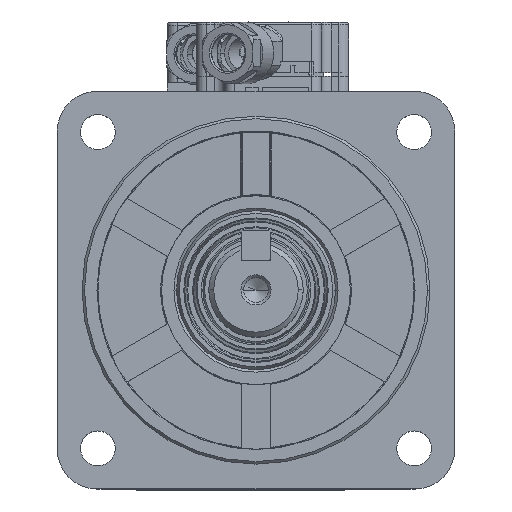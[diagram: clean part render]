
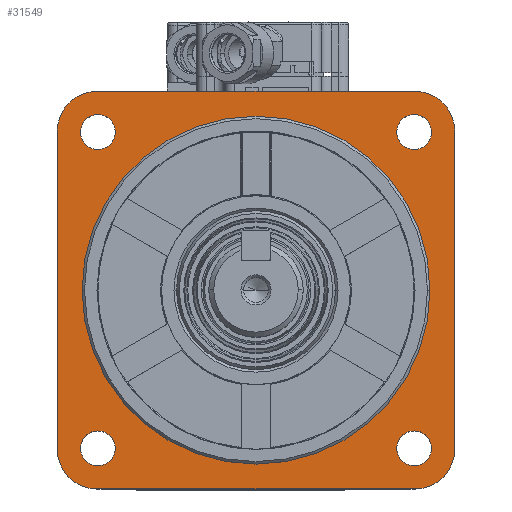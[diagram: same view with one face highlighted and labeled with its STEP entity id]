
A CAD part, top view. The second image highlights one B-rep face of the part: STEP entity #31549.
In plain terms, the highlighted planar face has unit normal (0, 0, 1).
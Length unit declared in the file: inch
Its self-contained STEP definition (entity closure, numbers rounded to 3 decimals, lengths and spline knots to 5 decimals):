
#29764=CARTESIAN_POINT('',(1.25984,1.25984,
0.15748));
#29765=DIRECTION('',(0.,0.,-1.));
#29766=DIRECTION('',(0.,1.,0.));
#29767=AXIS2_PLACEMENT_3D('',#29764,#29765,#29766);
#29769=CARTESIAN_POINT('',(1.25984,-1.25984,
0.15748));
#29770=DIRECTION('',(0.,0.,-1.));
#29771=DIRECTION('',(1.,0.,0.));
#29772=AXIS2_PLACEMENT_3D('',#29769,#29770,#29771);
#29774=CARTESIAN_POINT('',(-1.25984,-1.25984,
0.15748));
#29775=DIRECTION('',(0.,0.,-1.));
#29776=DIRECTION('',(0.,-1.,0.));
#29777=AXIS2_PLACEMENT_3D('',#29774,#29775,#29776);
#29779=CARTESIAN_POINT('',(-1.25984,1.25984,
0.15748));
#29780=DIRECTION('',(0.,0.,-1.));
#29781=DIRECTION('',(-1.,0.,0.));
#29782=AXIS2_PLACEMENT_3D('',#29779,#29780,#29781);
#29784=CARTESIAN_POINT('',(0.,0.,0.15748));
#29785=DIRECTION('',(0.,0.,1.));
#29786=DIRECTION('',(-1.,0.,0.));
#29787=AXIS2_PLACEMENT_3D('',#29784,#29785,#29786);
#29789=CARTESIAN_POINT('',(0.,0.,0.15748));
#29790=DIRECTION('',(0.,0.,1.));
#29791=DIRECTION('',(1.,0.,0.));
#29792=AXIS2_PLACEMENT_3D('',#29789,#29790,#29791);
#29794=CARTESIAN_POINT('',(-1.25275,-1.25275,
0.15748));
#29795=DIRECTION('',(0.,0.,1.));
#29796=DIRECTION('',(1.,0.,0.));
#29797=AXIS2_PLACEMENT_3D('',#29794,#29795,#29796);
#29799=CARTESIAN_POINT('',(-1.25275,-1.25275,
0.15748));
#29800=DIRECTION('',(0.,0.,1.));
#29801=DIRECTION('',(-1.,0.,0.));
#29802=AXIS2_PLACEMENT_3D('',#29799,#29800,#29801);
#29804=CARTESIAN_POINT('',(1.25275,-1.25275,
0.15748));
#29805=DIRECTION('',(0.,0.,1.));
#29806=DIRECTION('',(1.,0.,0.));
#29807=AXIS2_PLACEMENT_3D('',#29804,#29805,#29806);
#29809=CARTESIAN_POINT('',(1.25275,-1.25275,
0.15748));
#29810=DIRECTION('',(0.,0.,1.));
#29811=DIRECTION('',(-1.,0.,0.));
#29812=AXIS2_PLACEMENT_3D('',#29809,#29810,#29811);
#29814=CARTESIAN_POINT('',(1.25275,1.25275,
0.15748));
#29815=DIRECTION('',(0.,0.,1.));
#29816=DIRECTION('',(1.,0.,0.));
#29817=AXIS2_PLACEMENT_3D('',#29814,#29815,#29816);
#29819=CARTESIAN_POINT('',(1.25275,1.25275,
0.15748));
#29820=DIRECTION('',(0.,0.,1.));
#29821=DIRECTION('',(-1.,0.,0.));
#29822=AXIS2_PLACEMENT_3D('',#29819,#29820,#29821);
#29824=CARTESIAN_POINT('',(-1.25275,1.25275,
0.15748));
#29825=DIRECTION('',(0.,0.,1.));
#29826=DIRECTION('',(1.,0.,0.));
#29827=AXIS2_PLACEMENT_3D('',#29824,#29825,#29826);
#29829=CARTESIAN_POINT('',(-1.25275,1.25275,
0.15748));
#29830=DIRECTION('',(0.,0.,1.));
#29831=DIRECTION('',(-1.,0.,0.));
#29832=AXIS2_PLACEMENT_3D('',#29829,#29830,#29831);
#29866=DIRECTION('',(-1.,0.,0.));
#29867=VECTOR('',#29866,2.51969);
#29868=CARTESIAN_POINT('',(1.25984,1.5748,
0.15748));
#29869=LINE('',#29868,#29867);
#29946=DIRECTION('',(1.,0.,0.));
#29947=VECTOR('',#29946,2.51969);
#29948=CARTESIAN_POINT('',(-1.25984,-1.5748,
0.15748));
#29949=LINE('',#29948,#29947);
#29978=DIRECTION('',(0.,-1.,0.));
#29979=VECTOR('',#29978,2.51969);
#29980=CARTESIAN_POINT('',(-1.5748,1.25984,
0.15748));
#29981=LINE('',#29980,#29979);
#30118=DIRECTION('',(0.,1.,0.));
#30119=VECTOR('',#30118,2.51969);
#30120=CARTESIAN_POINT('',(1.5748,-1.25984,
0.15748));
#30121=LINE('',#30120,#30119);
#30974=CARTESIAN_POINT('',(-1.37795,0.,0.15748));
#30975=VERTEX_POINT('',#30974);
#30976=CARTESIAN_POINT('',(1.37795,0.,0.15748));
#30977=VERTEX_POINT('',#30976);
#30978=CARTESIAN_POINT('',(1.25984,1.5748,
0.15748));
#30979=CARTESIAN_POINT('',(1.5748,1.25984,
0.15748));
#30980=VERTEX_POINT('',#30978);
#30981=VERTEX_POINT('',#30979);
#30982=CARTESIAN_POINT('',(1.5748,-1.25984,
0.15748));
#30983=VERTEX_POINT('',#30982);
#30984=CARTESIAN_POINT('',(1.25984,-1.5748,
0.15748));
#30985=VERTEX_POINT('',#30984);
#30986=CARTESIAN_POINT('',(-1.25984,-1.5748,
0.15748));
#30987=VERTEX_POINT('',#30986);
#30988=CARTESIAN_POINT('',(-1.5748,-1.25984,
0.15748));
#30989=VERTEX_POINT('',#30988);
#30990=CARTESIAN_POINT('',(-1.5748,1.25984,
0.15748));
#30991=VERTEX_POINT('',#30990);
#30992=CARTESIAN_POINT('',(-1.25984,1.5748,
0.15748));
#30993=VERTEX_POINT('',#30992);
#30994=CARTESIAN_POINT('',(-1.11495,-1.25275,
0.15748));
#30995=CARTESIAN_POINT('',(-1.39054,-1.25275,
0.15748));
#30996=VERTEX_POINT('',#30994);
#30997=VERTEX_POINT('',#30995);
#30998=CARTESIAN_POINT('',(1.39054,-1.25275,
0.15748));
#30999=CARTESIAN_POINT('',(1.11495,-1.25275,
0.15748));
#31000=VERTEX_POINT('',#30998);
#31001=VERTEX_POINT('',#30999);
#31002=CARTESIAN_POINT('',(1.39054,1.25275,
0.15748));
#31003=CARTESIAN_POINT('',(1.11495,1.25275,
0.15748));
#31004=VERTEX_POINT('',#31002);
#31005=VERTEX_POINT('',#31003);
#31006=CARTESIAN_POINT('',(-1.11495,1.25275,
0.15748));
#31007=CARTESIAN_POINT('',(-1.39054,1.25275,
0.15748));
#31008=VERTEX_POINT('',#31006);
#31009=VERTEX_POINT('',#31007);
#31498=CARTESIAN_POINT('',(1.25984,1.25984,
0.15748));
#31499=DIRECTION('',(0.,0.,1.));
#31500=DIRECTION('',(1.,0.,0.));
#31501=AXIS2_PLACEMENT_3D('',#31498,#31499,#31500);
#31502=PLANE('',#31501);
#31504=ORIENTED_EDGE('',*,*,#31503,.T.);
#31506=ORIENTED_EDGE('',*,*,#31505,.F.);
#31508=ORIENTED_EDGE('',*,*,#31507,.T.);
#31510=ORIENTED_EDGE('',*,*,#31509,.F.);
#31512=ORIENTED_EDGE('',*,*,#31511,.T.);
#31514=ORIENTED_EDGE('',*,*,#31513,.F.);
#31516=ORIENTED_EDGE('',*,*,#31515,.T.);
#31518=ORIENTED_EDGE('',*,*,#31517,.F.);
#31519=EDGE_LOOP('',(#31504,#31506,#31508,#31510,#31512,#31514,#31516,#31518));
#31520=FACE_OUTER_BOUND('',#31519,.F.);
#31521=ORIENTED_EDGE('',*,*,#31491,.T.);
#31522=ORIENTED_EDGE('',*,*,#31478,.T.);
#31523=EDGE_LOOP('',(#31521,#31522));
#31524=FACE_BOUND('',#31523,.F.);
#31526=ORIENTED_EDGE('',*,*,#31525,.T.);
#31528=ORIENTED_EDGE('',*,*,#31527,.T.);
#31529=EDGE_LOOP('',(#31526,#31528));
#31530=FACE_BOUND('',#31529,.F.);
#31532=ORIENTED_EDGE('',*,*,#31531,.T.);
#31534=ORIENTED_EDGE('',*,*,#31533,.T.);
#31535=EDGE_LOOP('',(#31532,#31534));
#31536=FACE_BOUND('',#31535,.F.);
#31538=ORIENTED_EDGE('',*,*,#31537,.T.);
#31540=ORIENTED_EDGE('',*,*,#31539,.T.);
#31541=EDGE_LOOP('',(#31538,#31540));
#31542=FACE_BOUND('',#31541,.F.);
#31544=ORIENTED_EDGE('',*,*,#31543,.T.);
#31546=ORIENTED_EDGE('',*,*,#31545,.T.);
#31547=EDGE_LOOP('',(#31544,#31546));
#31548=FACE_BOUND('',#31547,.F.);
#31549=ADVANCED_FACE('',(#31520,#31524,#31530,#31536,#31542,#31548),#31502,.T.);
#29768=CIRCLE('',#29767,0.31496);
#29773=CIRCLE('',#29772,0.31496);
#29778=CIRCLE('',#29777,0.31496);
#29783=CIRCLE('',#29782,0.31496);
#29788=CIRCLE('',#29787,1.37795);
#29793=CIRCLE('',#29792,1.37795);
#29798=CIRCLE('',#29797,0.1378);
#29803=CIRCLE('',#29802,0.1378);
#29808=CIRCLE('',#29807,0.1378);
#29813=CIRCLE('',#29812,0.1378);
#29818=CIRCLE('',#29817,0.1378);
#29823=CIRCLE('',#29822,0.1378);
#29828=CIRCLE('',#29827,0.1378);
#29833=CIRCLE('',#29832,0.1378);
#31478=EDGE_CURVE('',#30977,#30975,#29793,.T.);
#31491=EDGE_CURVE('',#30975,#30977,#29788,.T.);
#31503=EDGE_CURVE('',#30980,#30981,#29768,.T.);
#31505=EDGE_CURVE('',#30983,#30981,#30121,.T.);
#31507=EDGE_CURVE('',#30983,#30985,#29773,.T.);
#31509=EDGE_CURVE('',#30987,#30985,#29949,.T.);
#31511=EDGE_CURVE('',#30987,#30989,#29778,.T.);
#31513=EDGE_CURVE('',#30991,#30989,#29981,.T.);
#31515=EDGE_CURVE('',#30991,#30993,#29783,.T.);
#31517=EDGE_CURVE('',#30980,#30993,#29869,.T.);
#31525=EDGE_CURVE('',#30996,#30997,#29798,.T.);
#31527=EDGE_CURVE('',#30997,#30996,#29803,.T.);
#31531=EDGE_CURVE('',#31000,#31001,#29808,.T.);
#31533=EDGE_CURVE('',#31001,#31000,#29813,.T.);
#31537=EDGE_CURVE('',#31004,#31005,#29818,.T.);
#31539=EDGE_CURVE('',#31005,#31004,#29823,.T.);
#31543=EDGE_CURVE('',#31008,#31009,#29828,.T.);
#31545=EDGE_CURVE('',#31009,#31008,#29833,.T.);
